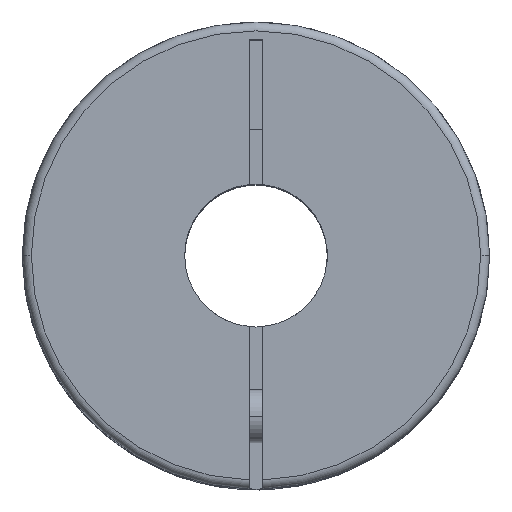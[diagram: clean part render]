
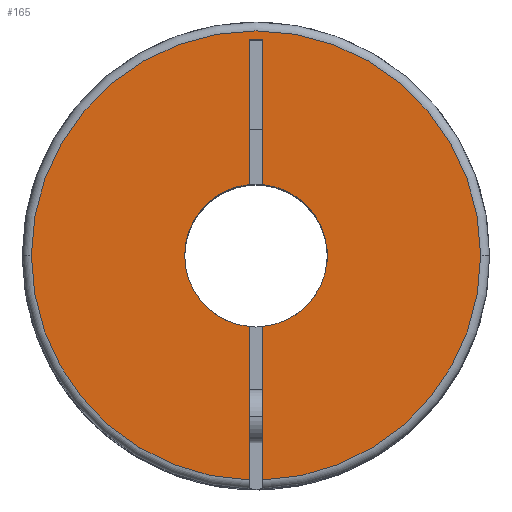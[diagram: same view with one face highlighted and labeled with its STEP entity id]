
A CAD part, top view. The second image highlights one B-rep face of the part: STEP entity #165.
In plain terms, the highlighted planar face has unit normal (0, 0, 1).
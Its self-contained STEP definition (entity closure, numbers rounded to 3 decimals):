
#99 = VECTOR ( 'NONE', #2319, 1000. ) ;
#147 = ORIENTED_EDGE ( 'NONE', *, *, #1499, .F. ) ;
#165 = ADVANCED_FACE ( 'NONE', ( #999 ), #3669, .F. ) ;
#238 = CARTESIAN_POINT ( 'NONE',  ( -0.375, 12.1, 0. ) ) ;
#306 = VERTEX_POINT ( 'NONE', #3422 ) ;
#312 = DIRECTION ( 'NONE',  ( 0., -1., 0. ) ) ;
#326 = CARTESIAN_POINT ( 'NONE',  ( 0.375, 12.1, 0. ) ) ;
#328 = DIRECTION ( 'NONE',  ( 0., -1., 0. ) ) ;
#380 = VECTOR ( 'NONE', #1140, 1000. ) ;
#402 = LINE ( 'NONE', #1649, #99 ) ;
#421 = ORIENTED_EDGE ( 'NONE', *, *, #3038, .T. ) ;
#562 = DIRECTION ( 'NONE',  ( 0., 0., -1. ) ) ;
#593 = CARTESIAN_POINT ( 'NONE',  ( 0., 0., 0. ) ) ;
#634 = DIRECTION ( 'NONE',  ( 0., 0., -1. ) ) ;
#657 = AXIS2_PLACEMENT_3D ( 'NONE', #700, #634, #312 ) ;
#661 = CIRCLE ( 'NONE', #1130, 12.6 ) ;
#664 = CARTESIAN_POINT ( 'NONE',  ( -0.375, -3.982, 0. ) ) ;
#679 = CIRCLE ( 'NONE', #3232, 4. ) ;
#700 = CARTESIAN_POINT ( 'NONE',  ( 0., 0., 0. ) ) ;
#779 = CARTESIAN_POINT ( 'NONE',  ( 0.375, 3.982, 0. ) ) ;
#859 = DIRECTION ( 'NONE',  ( 0., 0., -1. ) ) ;
#914 = DIRECTION ( 'NONE',  ( 0., 0., -1. ) ) ;
#939 = VERTEX_POINT ( 'NONE', #1595 ) ;
#990 = DIRECTION ( 'NONE',  ( -1., 0., 0. ) ) ;
#999 = FACE_OUTER_BOUND ( 'NONE', #2161, .T. ) ;
#1059 = ORIENTED_EDGE ( 'NONE', *, *, #2396, .F. ) ;
#1103 = CARTESIAN_POINT ( 'NONE',  ( 12.6, 0., 0. ) ) ;
#1124 = DIRECTION ( 'NONE',  ( 0., 1., 0. ) ) ;
#1126 = ORIENTED_EDGE ( 'NONE', *, *, #2539, .F. ) ;
#1130 = AXIS2_PLACEMENT_3D ( 'NONE', #3613, #562, #1787 ) ;
#1140 = DIRECTION ( 'NONE',  ( 0., -1., 0. ) ) ;
#1181 = CIRCLE ( 'NONE', #3611, 12.6 ) ;
#1224 = LINE ( 'NONE', #238, #380 ) ;
#1232 = VERTEX_POINT ( 'NONE', #664 ) ;
#1242 = CARTESIAN_POINT ( 'NONE',  ( -0.375, 12.1, 0. ) ) ;
#1261 = CIRCLE ( 'NONE', #2089, 4. ) ;
#1275 = EDGE_CURVE ( 'NONE', #2334, #3302, #402, .T. ) ;
#1279 = DIRECTION ( 'NONE',  ( 0., 0., -1. ) ) ;
#1404 = CARTESIAN_POINT ( 'NONE',  ( 0.375, 12.1, 0. ) ) ;
#1472 = VERTEX_POINT ( 'NONE', #2221 ) ;
#1479 = CARTESIAN_POINT ( 'NONE',  ( 0., 0., 0. ) ) ;
#1499 = EDGE_CURVE ( 'NONE', #306, #4001, #1181, .T. ) ;
#1524 = DIRECTION ( 'NONE',  ( -1., 0., 0. ) ) ;
#1553 = CIRCLE ( 'NONE', #2535, 4. ) ;
#1574 = DIRECTION ( 'NONE',  ( 0., 0., -1. ) ) ;
#1595 = CARTESIAN_POINT ( 'NONE',  ( -4., 0., 0. ) ) ;
#1601 = VERTEX_POINT ( 'NONE', #4032 ) ;
#1630 = VECTOR ( 'NONE', #1124, 1000. ) ;
#1633 = DIRECTION ( 'NONE',  ( -1., 0., 0. ) ) ;
#1649 = CARTESIAN_POINT ( 'NONE',  ( 0.375, -13.1, 0. ) ) ;
#1787 = DIRECTION ( 'NONE',  ( -1., 0., 0. ) ) ;
#1803 = CARTESIAN_POINT ( 'NONE',  ( -0.375, 3.982, 0. ) ) ;
#2089 = AXIS2_PLACEMENT_3D ( 'NONE', #4236, #1574, #1633 ) ;
#2161 = EDGE_LOOP ( 'NONE', ( #147, #1126, #3987, #421, #1059, #2453, #3664, #3672, #3569, #4067, #2391 ) ) ;
#2211 = CARTESIAN_POINT ( 'NONE',  ( -12.6, 0., 0. ) ) ;
#2221 = CARTESIAN_POINT ( 'NONE',  ( 0.375, -3.982, 0. ) ) ;
#2319 = DIRECTION ( 'NONE',  ( 0., 1., 0. ) ) ;
#2334 = VERTEX_POINT ( 'NONE', #779 ) ;
#2391 = ORIENTED_EDGE ( 'NONE', *, *, #2882, .F. ) ;
#2396 = EDGE_CURVE ( 'NONE', #1601, #3867, #3221, .T. ) ;
#2418 = LINE ( 'NONE', #3464, #1630 ) ;
#2420 = EDGE_CURVE ( 'NONE', #2334, #1472, #1261, .T. ) ;
#2453 = ORIENTED_EDGE ( 'NONE', *, *, #2729, .F. ) ;
#2455 = EDGE_CURVE ( 'NONE', #3888, #3384, #661, .T. ) ;
#2481 = DIRECTION ( 'NONE',  ( -1., 0., 0. ) ) ;
#2535 = AXIS2_PLACEMENT_3D ( 'NONE', #2950, #1279, #2644 ) ;
#2539 = EDGE_CURVE ( 'NONE', #1232, #306, #1224, .T. ) ;
#2644 = DIRECTION ( 'NONE',  ( -1., 0., 0. ) ) ;
#2648 = LINE ( 'NONE', #326, #3275 ) ;
#2650 = AXIS2_PLACEMENT_3D ( 'NONE', #1479, #3087, #2481 ) ;
#2729 = EDGE_CURVE ( 'NONE', #3302, #1601, #2648, .T. ) ;
#2882 = EDGE_CURVE ( 'NONE', #4001, #3888, #3561, .T. ) ;
#2950 = CARTESIAN_POINT ( 'NONE',  ( 0., 0., 0. ) ) ;
#3038 = EDGE_CURVE ( 'NONE', #939, #3867, #1553, .T. ) ;
#3087 = DIRECTION ( 'NONE',  ( 0., 0., -1. ) ) ;
#3137 = DIRECTION ( 'NONE',  ( -1., 0., 0. ) ) ;
#3221 = LINE ( 'NONE', #1242, #3344 ) ;
#3232 = AXIS2_PLACEMENT_3D ( 'NONE', #3507, #859, #3137 ) ;
#3275 = VECTOR ( 'NONE', #990, 1000. ) ;
#3302 = VERTEX_POINT ( 'NONE', #1404 ) ;
#3344 = VECTOR ( 'NONE', #328, 1000. ) ;
#3365 = EDGE_CURVE ( 'NONE', #3384, #1472, #2418, .T. ) ;
#3384 = VERTEX_POINT ( 'NONE', #3776 ) ;
#3402 = EDGE_CURVE ( 'NONE', #1232, #939, #679, .T. ) ;
#3422 = CARTESIAN_POINT ( 'NONE',  ( -0.375, -12.594, 0. ) ) ;
#3464 = CARTESIAN_POINT ( 'NONE',  ( 0.375, -13.1, 0. ) ) ;
#3507 = CARTESIAN_POINT ( 'NONE',  ( 0., 0., 0. ) ) ;
#3561 = CIRCLE ( 'NONE', #2650, 12.6 ) ;
#3569 = ORIENTED_EDGE ( 'NONE', *, *, #3365, .F. ) ;
#3611 = AXIS2_PLACEMENT_3D ( 'NONE', #593, #914, #1524 ) ;
#3613 = CARTESIAN_POINT ( 'NONE',  ( 0., 0., 0. ) ) ;
#3664 = ORIENTED_EDGE ( 'NONE', *, *, #1275, .F. ) ;
#3669 = PLANE ( 'NONE',  #657 ) ;
#3672 = ORIENTED_EDGE ( 'NONE', *, *, #2420, .T. ) ;
#3776 = CARTESIAN_POINT ( 'NONE',  ( 0.375, -12.594, 0. ) ) ;
#3867 = VERTEX_POINT ( 'NONE', #1803 ) ;
#3888 = VERTEX_POINT ( 'NONE', #1103 ) ;
#3987 = ORIENTED_EDGE ( 'NONE', *, *, #3402, .T. ) ;
#4001 = VERTEX_POINT ( 'NONE', #2211 ) ;
#4032 = CARTESIAN_POINT ( 'NONE',  ( -0.375, 12.1, 0. ) ) ;
#4067 = ORIENTED_EDGE ( 'NONE', *, *, #2455, .F. ) ;
#4236 = CARTESIAN_POINT ( 'NONE',  ( 0., 0., 0. ) ) ;
